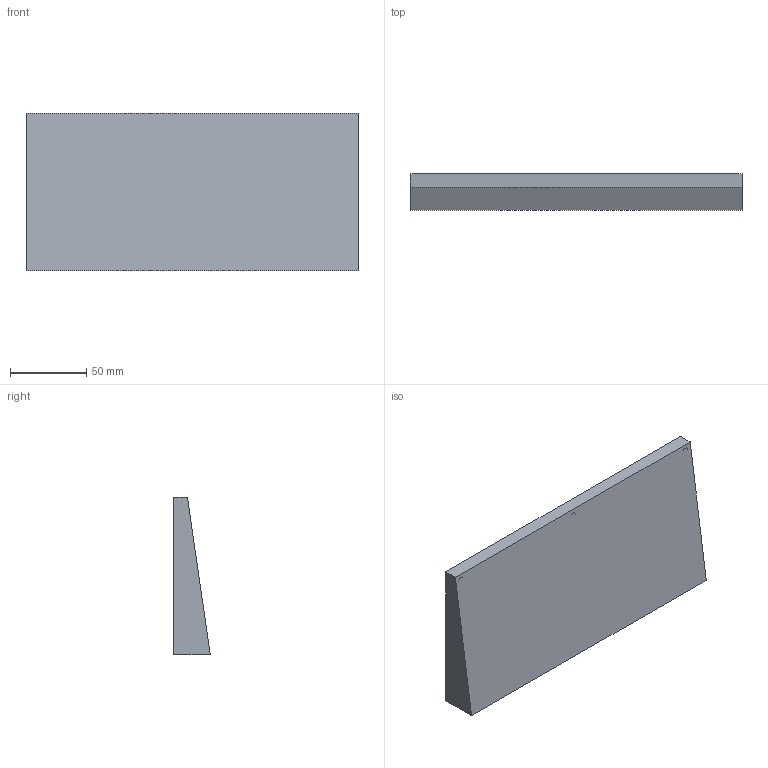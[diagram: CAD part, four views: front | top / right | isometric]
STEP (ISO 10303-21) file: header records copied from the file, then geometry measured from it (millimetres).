
FILE_DESCRIPTION (( 'STEP AP203' ), '1' );
FILE_NAME ('Body no Display.STEP', '2022-12-10T04:33:54', ( '' ), ( '' ), 'SwSTEP 2.0', 'SolidWorks 2020', '' );
FILE_SCHEMA (( 'CONFIG_CONTROL_DESIGN' ));
Length unit declared in the file: millimetre
Products named in the file (1): Body no Display
Bounding box: 217.96 x 24 x 103.66 mm (x, y, z)
Volume: 257743.4 mm3; surface area: 61191.8 mm2
Topology: 1 solids, 1 shells, 97 faces, 228 edges, 152 vertices
Faces by surface type: plane 61, cylinder 36
Entity records: 2863 total; most frequent: CARTESIAN_POINT 490, DIRECTION 484, ORIENTED_EDGE 456, EDGE_CURVE 228, AXIS2_PLACEMENT_3D 162, LINE 160, VECTOR 160, VERTEX_POINT 152
